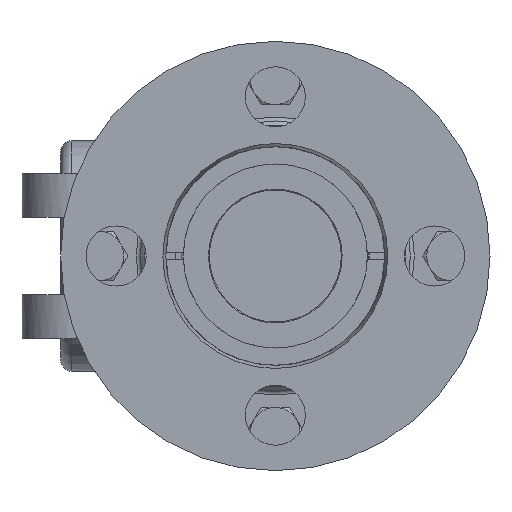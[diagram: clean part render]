
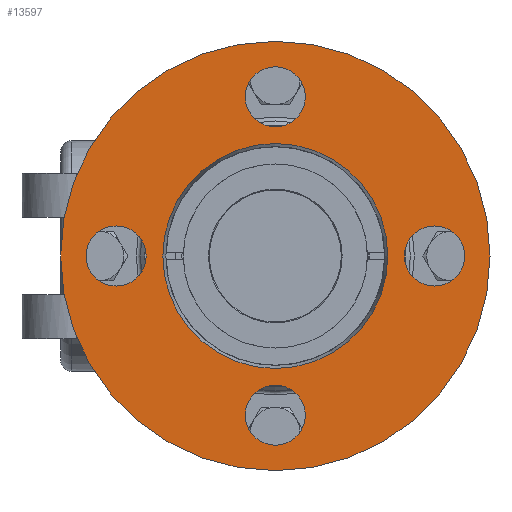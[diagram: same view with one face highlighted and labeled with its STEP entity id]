
A CAD part, left-side view. The second image highlights one B-rep face of the part: STEP entity #13597.
In plain terms, the highlighted planar face has unit normal (-1, 0, 0).
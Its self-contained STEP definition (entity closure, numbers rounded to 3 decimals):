
#427=FACE_BOUND('',#2323,.T.);
#428=FACE_BOUND('',#2324,.T.);
#429=FACE_BOUND('',#2325,.T.);
#430=FACE_BOUND('',#2326,.T.);
#431=FACE_BOUND('',#2327,.T.);
#1063=PLANE('',#14700);
#1503=FACE_OUTER_BOUND('',#2322,.T.);
#2322=EDGE_LOOP('',(#9568,#9569));
#2323=EDGE_LOOP('',(#9570,#9571));
#2324=EDGE_LOOP('',(#9572,#9573));
#2325=EDGE_LOOP('',(#9574,#9575));
#2326=EDGE_LOOP('',(#9576,#9577));
#2327=EDGE_LOOP('',(#9578,#9579));
#4904=CIRCLE('',#14698,62.);
#4905=CIRCLE('',#14699,62.);
#4906=CIRCLE('',#14701,8.675);
#4907=CIRCLE('',#14702,8.675);
#4908=CIRCLE('',#14703,8.675);
#4909=CIRCLE('',#14704,8.675);
#4910=CIRCLE('',#14705,8.675);
#4911=CIRCLE('',#14706,8.675);
#4912=CIRCLE('',#14707,8.675);
#4913=CIRCLE('',#14708,8.675);
#4914=CIRCLE('',#14709,32.484);
#4915=CIRCLE('',#14710,32.484);
#5635=VERTEX_POINT('',#21967);
#5636=VERTEX_POINT('',#21969);
#5637=VERTEX_POINT('',#21973);
#5638=VERTEX_POINT('',#21974);
#5639=VERTEX_POINT('',#21977);
#5640=VERTEX_POINT('',#21978);
#5641=VERTEX_POINT('',#21981);
#5642=VERTEX_POINT('',#21982);
#5643=VERTEX_POINT('',#21985);
#5644=VERTEX_POINT('',#21986);
#5645=VERTEX_POINT('',#21989);
#5646=VERTEX_POINT('',#21990);
#7119=EDGE_CURVE('',#5635,#5636,#4904,.T.);
#7120=EDGE_CURVE('',#5636,#5635,#4905,.T.);
#7121=EDGE_CURVE('',#5637,#5638,#4906,.T.);
#7122=EDGE_CURVE('',#5638,#5637,#4907,.T.);
#7123=EDGE_CURVE('',#5639,#5640,#4908,.T.);
#7124=EDGE_CURVE('',#5640,#5639,#4909,.T.);
#7125=EDGE_CURVE('',#5641,#5642,#4910,.T.);
#7126=EDGE_CURVE('',#5642,#5641,#4911,.T.);
#7127=EDGE_CURVE('',#5643,#5644,#4912,.T.);
#7128=EDGE_CURVE('',#5644,#5643,#4913,.T.);
#7129=EDGE_CURVE('',#5645,#5646,#4914,.T.);
#7130=EDGE_CURVE('',#5646,#5645,#4915,.T.);
#9568=ORIENTED_EDGE('',*,*,#7120,.F.);
#9569=ORIENTED_EDGE('',*,*,#7119,.F.);
#9570=ORIENTED_EDGE('',*,*,#7121,.T.);
#9571=ORIENTED_EDGE('',*,*,#7122,.T.);
#9572=ORIENTED_EDGE('',*,*,#7123,.T.);
#9573=ORIENTED_EDGE('',*,*,#7124,.T.);
#9574=ORIENTED_EDGE('',*,*,#7125,.T.);
#9575=ORIENTED_EDGE('',*,*,#7126,.T.);
#9576=ORIENTED_EDGE('',*,*,#7127,.T.);
#9577=ORIENTED_EDGE('',*,*,#7128,.T.);
#9578=ORIENTED_EDGE('',*,*,#7129,.T.);
#9579=ORIENTED_EDGE('',*,*,#7130,.T.);
#13597=ADVANCED_FACE('',(#1503,#427,#428,#429,#430,#431),#1063,.T.);
#14698=AXIS2_PLACEMENT_3D('',#21970,#16581,#16582);
#14699=AXIS2_PLACEMENT_3D('',#21971,#16583,#16584);
#14700=AXIS2_PLACEMENT_3D('',#21972,#16585,#16586);
#14701=AXIS2_PLACEMENT_3D('',#21975,#16587,#16588);
#14702=AXIS2_PLACEMENT_3D('',#21976,#16589,#16590);
#14703=AXIS2_PLACEMENT_3D('',#21979,#16591,#16592);
#14704=AXIS2_PLACEMENT_3D('',#21980,#16593,#16594);
#14705=AXIS2_PLACEMENT_3D('',#21983,#16595,#16596);
#14706=AXIS2_PLACEMENT_3D('',#21984,#16597,#16598);
#14707=AXIS2_PLACEMENT_3D('',#21987,#16599,#16600);
#14708=AXIS2_PLACEMENT_3D('',#21988,#16601,#16602);
#14709=AXIS2_PLACEMENT_3D('',#21991,#16603,#16604);
#14710=AXIS2_PLACEMENT_3D('',#21992,#16605,#16606);
#16581=DIRECTION('center_axis',(1.,0.,0.));
#16582=DIRECTION('ref_axis',(0.,1.,0.));
#16583=DIRECTION('center_axis',(1.,0.,0.));
#16584=DIRECTION('ref_axis',(0.,1.,0.));
#16585=DIRECTION('center_axis',(-1.,0.,0.));
#16586=DIRECTION('ref_axis',(0.,0.,1.));
#16587=DIRECTION('center_axis',(1.,0.,0.));
#16588=DIRECTION('ref_axis',(0.,1.,0.));
#16589=DIRECTION('center_axis',(1.,0.,0.));
#16590=DIRECTION('ref_axis',(0.,1.,0.));
#16591=DIRECTION('center_axis',(1.,0.,0.));
#16592=DIRECTION('ref_axis',(0.,0.,-1.));
#16593=DIRECTION('center_axis',(1.,0.,0.));
#16594=DIRECTION('ref_axis',(0.,0.,-1.));
#16595=DIRECTION('center_axis',(1.,0.,0.));
#16596=DIRECTION('ref_axis',(0.,-1.,0.));
#16597=DIRECTION('center_axis',(1.,0.,0.));
#16598=DIRECTION('ref_axis',(0.,-1.,0.));
#16599=DIRECTION('center_axis',(1.,0.,0.));
#16600=DIRECTION('ref_axis',(0.,0.,1.));
#16601=DIRECTION('center_axis',(1.,0.,0.));
#16602=DIRECTION('ref_axis',(0.,0.,1.));
#16603=DIRECTION('center_axis',(1.,0.,0.));
#16604=DIRECTION('ref_axis',(0.,1.,0.));
#16605=DIRECTION('center_axis',(1.,0.,0.));
#16606=DIRECTION('ref_axis',(0.,1.,0.));
#21967=CARTESIAN_POINT('',(-101.448,-62.,0.));
#21969=CARTESIAN_POINT('',(-101.448,62.,0.));
#21970=CARTESIAN_POINT('Origin',(-101.448,0.,0.));
#21971=CARTESIAN_POINT('Origin',(-101.448,0.,0.));
#21972=CARTESIAN_POINT('Origin',(-101.448,47.242,0.));
#21973=CARTESIAN_POINT('',(-101.448,8.675,-45.975));
#21974=CARTESIAN_POINT('',(-101.448,-8.675,-45.975));
#21975=CARTESIAN_POINT('Origin',(-101.448,0.,-45.975));
#21976=CARTESIAN_POINT('Origin',(-101.448,0.,-45.975));
#21977=CARTESIAN_POINT('',(-101.448,-45.975,-8.675));
#21978=CARTESIAN_POINT('',(-101.448,-45.975,8.675));
#21979=CARTESIAN_POINT('Origin',(-101.448,-45.975,0.));
#21980=CARTESIAN_POINT('Origin',(-101.448,-45.975,0.));
#21981=CARTESIAN_POINT('',(-101.448,-8.675,45.975));
#21982=CARTESIAN_POINT('',(-101.448,8.675,45.975));
#21983=CARTESIAN_POINT('Origin',(-101.448,0.,45.975));
#21984=CARTESIAN_POINT('Origin',(-101.448,0.,45.975));
#21985=CARTESIAN_POINT('',(-101.448,45.975,8.675));
#21986=CARTESIAN_POINT('',(-101.448,45.975,-8.675));
#21987=CARTESIAN_POINT('Origin',(-101.448,45.975,0.));
#21988=CARTESIAN_POINT('Origin',(-101.448,45.975,0.));
#21989=CARTESIAN_POINT('',(-101.448,32.484,0.));
#21990=CARTESIAN_POINT('',(-101.448,-32.484,0.));
#21991=CARTESIAN_POINT('Origin',(-101.448,0.,0.));
#21992=CARTESIAN_POINT('Origin',(-101.448,0.,0.));
